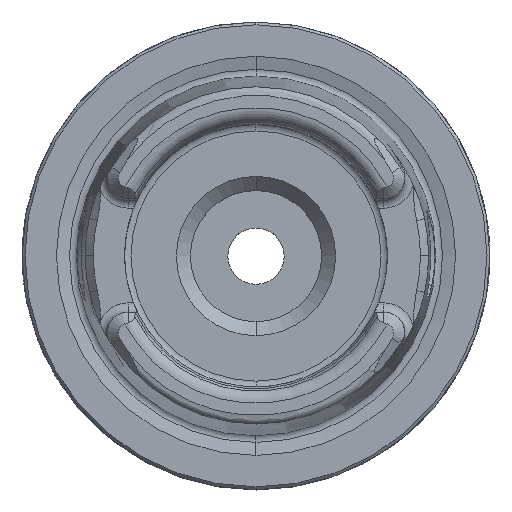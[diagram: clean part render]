
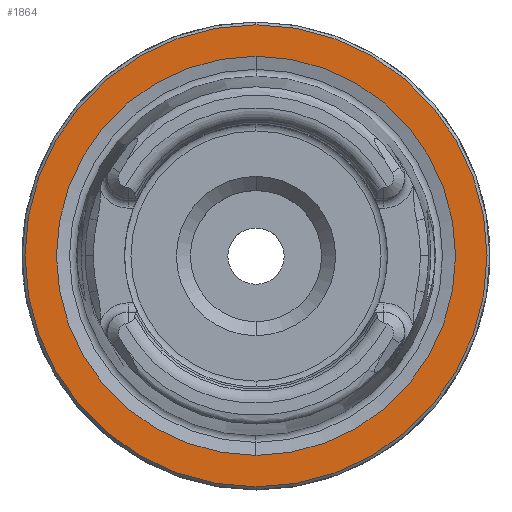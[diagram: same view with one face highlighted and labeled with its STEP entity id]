
A CAD part, top view. The second image highlights one B-rep face of the part: STEP entity #1864.
In plain terms, the highlighted planar face has unit normal (0, 0, 1).
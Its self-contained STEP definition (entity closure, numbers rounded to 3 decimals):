
#1334=VERTEX_POINT('NONE',#3924);
#1342=VERTEX_POINT('NONE',#3934);
#1676=VERTEX_POINT('NONE',#4297);
#1864=ADVANCED_FACE('NONE',(#4501,#4502),#4503,.F.);
#2078=EDGE_CURVE('NONE',#1342,#1676,#4731,.T.);
#2358=VERTEX_POINT('NONE',#5031);
#2490=EDGE_CURVE('NONE',#2358,#1334,#5179,.T.);
#3272=EDGE_CURVE('NONE',#1334,#2358,#6052,.T.);
#3372=EDGE_CURVE('NONE',#1676,#1342,#6163,.T.);
#3924=CARTESIAN_POINT('',(0.0,10.649,0.0));
#3934=CARTESIAN_POINT('',(0.0,-12.329,0.0));
#4297=CARTESIAN_POINT('',(0.,12.329,0.0));
#4501=FACE_OUTER_BOUND('',#7942,.T.);
#4502=FACE_BOUND('',#7943,.T.);
#4503=PLANE('',#7944);
#4731=CIRCLE('',#8391,12.329);
#5031=CARTESIAN_POINT('',(0.,-10.649,0.0));
#5179=CIRCLE('',#9614,10.649);
#6052=CIRCLE('',#11151,10.649);
#6163=CIRCLE('',#11546,12.329);
#7942=EDGE_LOOP('',(#13568,#13569));
#7943=EDGE_LOOP('',(#13570,#13571));
#7944=AXIS2_PLACEMENT_3D('',#13572,#13573,#13574);
#8391=AXIS2_PLACEMENT_3D('',#13772,#13773,#13774);
#9614=AXIS2_PLACEMENT_3D('',#14241,#14242,#14243);
#11151=AXIS2_PLACEMENT_3D('',#15336,#15337,#15338);
#11546=AXIS2_PLACEMENT_3D('',#15468,#15469,#15470);
#13568=ORIENTED_EDGE('',*,*,#2078,.T.);
#13569=ORIENTED_EDGE('',*,*,#3372,.T.);
#13570=ORIENTED_EDGE('',*,*,#3272,.F.);
#13571=ORIENTED_EDGE('',*,*,#2490,.F.);
#13572=CARTESIAN_POINT('',(0.0,-10.104,0.0));
#13573=DIRECTION('',(0.0,0.0,-1.0));
#13574=DIRECTION('',(0.0,-1.0,0.0));
#13772=CARTESIAN_POINT('',(0.,0.,0.0));
#13773=DIRECTION('',(0.0,0.0,1.0));
#13774=DIRECTION('',(1.0,0.0,0.0));
#14241=CARTESIAN_POINT('',(0.,0.,0.0));
#14242=DIRECTION('',(0.0,0.0,1.0));
#14243=DIRECTION('',(1.0,0.0,0.0));
#15336=CARTESIAN_POINT('',(0.,0.,0.0));
#15337=DIRECTION('',(0.0,0.0,1.0));
#15338=DIRECTION('',(1.0,0.0,0.0));
#15468=CARTESIAN_POINT('',(0.,0.,0.0));
#15469=DIRECTION('',(0.0,0.0,1.0));
#15470=DIRECTION('',(1.0,0.0,0.0));
